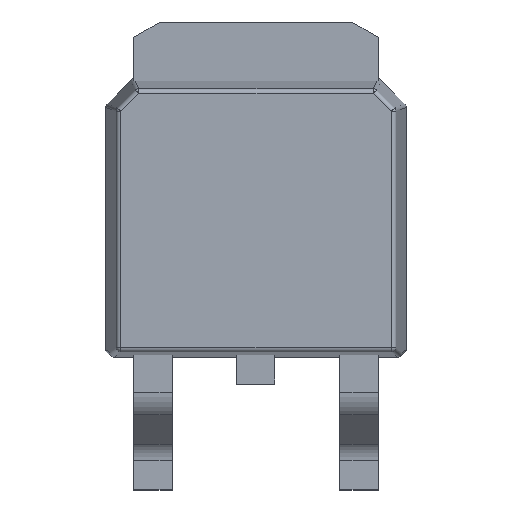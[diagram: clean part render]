
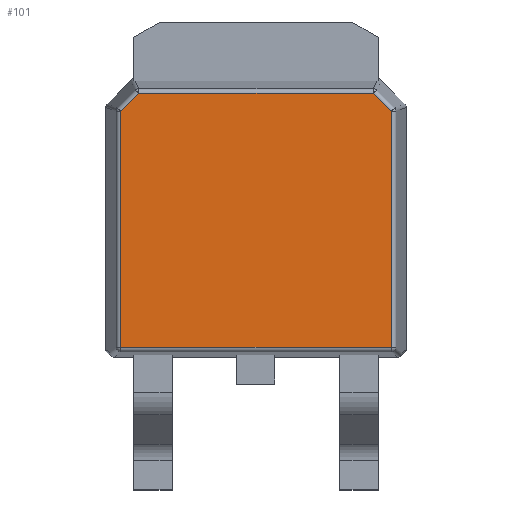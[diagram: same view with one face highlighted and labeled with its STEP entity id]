
A CAD part, top view. The second image highlights one B-rep face of the part: STEP entity #101.
In plain terms, the highlighted planar face has unit normal (0, 0, 1).
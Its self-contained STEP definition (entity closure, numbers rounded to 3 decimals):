
#101=ADVANCED_FACE('',(#974),#976,.T.);
#974=FACE_BOUND('',#975,.T.);
#975=EDGE_LOOP('',(#1737,#1738,#1739,#1740,#1741,#1742));
#976=PLANE('',#977);
#977=AXIS2_PLACEMENT_3D('',#978,#979,#980);
#978=CARTESIAN_POINT('',(0.,0.,2.4));
#979=DIRECTION('',(0.,0.,1.));
#980=DIRECTION('',(1.,0.,0.));
#1737=ORIENTED_EDGE('',*,*,#2199,.T.);
#1738=ORIENTED_EDGE('',*,*,#2200,.T.);
#1739=ORIENTED_EDGE('',*,*,#2201,.T.);
#1740=ORIENTED_EDGE('',*,*,#2202,.T.);
#1741=ORIENTED_EDGE('',*,*,#2203,.T.);
#1742=ORIENTED_EDGE('',*,*,#2204,.T.);
#2199=EDGE_CURVE('',#2442,#2443,#2444,.T.);
#2200=EDGE_CURVE('',#2443,#2445,#2446,.T.);
#2201=EDGE_CURVE('',#2445,#2447,#2448,.T.);
#2202=EDGE_CURVE('',#2447,#2449,#2450,.T.);
#2203=EDGE_CURVE('',#2449,#2451,#2452,.T.);
#2204=EDGE_CURVE('',#2451,#2442,#2453,.T.);
#2442=VERTEX_POINT('',#2869);
#2443=VERTEX_POINT('',#2870);
#2444=LINE('',#2871,#2872);
#2445=VERTEX_POINT('',#2874);
#2446=LINE('',#2875,#2876);
#2447=VERTEX_POINT('',#2878);
#2448=LINE('',#2879,#2880);
#2449=VERTEX_POINT('',#2882);
#2450=LINE('',#2883,#2884);
#2451=VERTEX_POINT('',#2886);
#2452=LINE('',#2887,#2888);
#2453=LINE('',#2890,#2891);
#2869=CARTESIAN_POINT('',(5.3,2.163,2.4));
#2870=CARTESIAN_POINT('',(5.3,7.409,2.4));
#2871=CARTESIAN_POINT('',(5.3,2.163,2.4));
#2872=VECTOR('',#2873,1.);
#2873=DIRECTION('',(0.,1.,0.));
#2874=CARTESIAN_POINT('',(4.899,7.81,2.4));
#2875=CARTESIAN_POINT('',(5.3,7.409,2.4));
#2876=VECTOR('',#2877,1.);
#2877=DIRECTION('',(-0.707,0.707,0.));
#2878=CARTESIAN_POINT('',(-0.319,7.81,2.4));
#2879=CARTESIAN_POINT('',(4.899,7.81,2.4));
#2880=VECTOR('',#2881,1.);
#2881=DIRECTION('',(-1.,0.,0.));
#2882=CARTESIAN_POINT('',(-0.72,7.409,2.4));
#2883=CARTESIAN_POINT('',(-0.319,7.81,2.4));
#2884=VECTOR('',#2885,1.);
#2885=DIRECTION('',(-0.707,-0.707,0.));
#2886=CARTESIAN_POINT('',(-0.72,2.163,2.4));
#2887=CARTESIAN_POINT('',(-0.72,7.409,2.4));
#2888=VECTOR('',#2889,1.);
#2889=DIRECTION('',(0.,-1.,0.));
#2890=CARTESIAN_POINT('',(-0.72,2.163,2.4));
#2891=VECTOR('',#2892,1.);
#2892=DIRECTION('',(1.,0.,0.));
